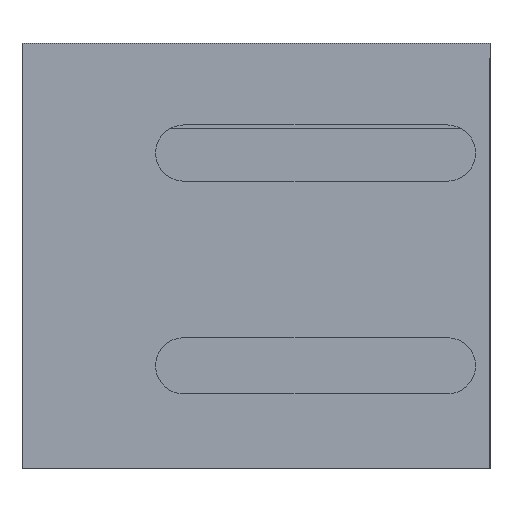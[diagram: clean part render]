
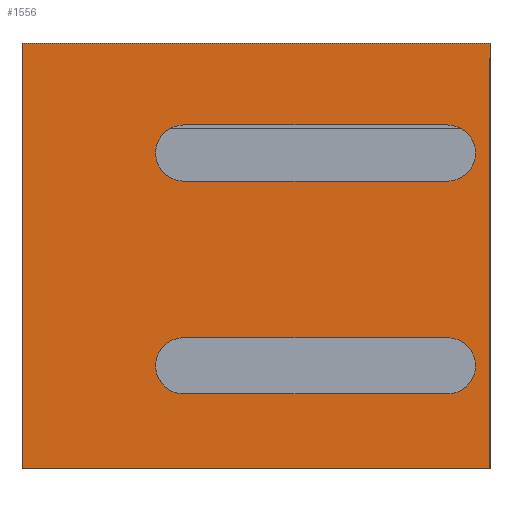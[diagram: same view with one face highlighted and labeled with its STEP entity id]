
A CAD part, front view. The second image highlights one B-rep face of the part: STEP entity #1556.
In plain terms, the highlighted planar face has unit normal (0, -1, 0).
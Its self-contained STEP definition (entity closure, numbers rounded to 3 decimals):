
#63=FACE_BOUND('',#350,.T.);
#64=FACE_BOUND('',#351,.T.);
#113=PLANE('',#1763);
#207=FACE_OUTER_BOUND('',#349,.T.);
#349=EDGE_LOOP('',(#1406,#1407,#1408,#1409));
#350=EDGE_LOOP('',(#1410,#1411,#1412,#1413));
#351=EDGE_LOOP('',(#1414,#1415,#1416,#1417));
#407=LINE('',#2449,#521);
#411=LINE('',#2458,#525);
#413=LINE('',#2465,#527);
#417=LINE('',#2474,#531);
#442=LINE('',#2626,#556);
#452=LINE('',#2651,#566);
#461=LINE('',#2672,#575);
#465=LINE('',#2681,#579);
#521=VECTOR('',#1969,10.);
#525=VECTOR('',#1979,10.);
#527=VECTOR('',#1987,10.);
#531=VECTOR('',#1997,10.);
#556=VECTOR('',#2184,10.);
#566=VECTOR('',#2210,10.);
#575=VECTOR('',#2231,10.);
#579=VECTOR('',#2245,10.);
#618=CIRCLE('',#1655,3.3);
#619=CIRCLE('',#1658,3.3);
#620=CIRCLE('',#1661,3.3);
#621=CIRCLE('',#1664,3.3);
#739=VERTEX_POINT('',#2447);
#740=VERTEX_POINT('',#2448);
#741=VERTEX_POINT('',#2453);
#742=VERTEX_POINT('',#2457);
#743=VERTEX_POINT('',#2463);
#744=VERTEX_POINT('',#2464);
#745=VERTEX_POINT('',#2469);
#746=VERTEX_POINT('',#2473);
#791=VERTEX_POINT('',#2623);
#792=VERTEX_POINT('',#2625);
#799=VERTEX_POINT('',#2649);
#805=VERTEX_POINT('',#2670);
#899=EDGE_CURVE('',#739,#740,#407,.T.);
#902=EDGE_CURVE('',#740,#741,#618,.T.);
#904=EDGE_CURVE('',#741,#742,#411,.T.);
#906=EDGE_CURVE('',#742,#739,#619,.T.);
#907=EDGE_CURVE('',#743,#744,#413,.T.);
#910=EDGE_CURVE('',#744,#745,#620,.T.);
#912=EDGE_CURVE('',#745,#746,#417,.T.);
#914=EDGE_CURVE('',#746,#743,#621,.T.);
#980=EDGE_CURVE('',#791,#792,#442,.T.);
#994=EDGE_CURVE('',#791,#799,#452,.T.);
#1005=EDGE_CURVE('',#799,#805,#461,.T.);
#1009=EDGE_CURVE('',#792,#805,#465,.T.);
#1406=ORIENTED_EDGE('',*,*,#1005,.T.);
#1407=ORIENTED_EDGE('',*,*,#1009,.F.);
#1408=ORIENTED_EDGE('',*,*,#980,.F.);
#1409=ORIENTED_EDGE('',*,*,#994,.T.);
#1410=ORIENTED_EDGE('',*,*,#904,.T.);
#1411=ORIENTED_EDGE('',*,*,#906,.T.);
#1412=ORIENTED_EDGE('',*,*,#899,.T.);
#1413=ORIENTED_EDGE('',*,*,#902,.T.);
#1414=ORIENTED_EDGE('',*,*,#912,.T.);
#1415=ORIENTED_EDGE('',*,*,#914,.T.);
#1416=ORIENTED_EDGE('',*,*,#907,.T.);
#1417=ORIENTED_EDGE('',*,*,#910,.T.);
#1556=ADVANCED_FACE('',(#207,#63,#64),#113,.F.);
#1655=AXIS2_PLACEMENT_3D('',#2454,#1974,#1975);
#1658=AXIS2_PLACEMENT_3D('',#2461,#1983,#1984);
#1661=AXIS2_PLACEMENT_3D('',#2470,#1992,#1993);
#1664=AXIS2_PLACEMENT_3D('',#2477,#2001,#2002);
#1763=AXIS2_PLACEMENT_3D('',#2682,#2246,#2247);
#1969=DIRECTION('',(1.,0.,0.));
#1974=DIRECTION('center_axis',(0.,1.,0.));
#1975=DIRECTION('ref_axis',(0.,0.,1.));
#1979=DIRECTION('',(-1.,0.,0.));
#1983=DIRECTION('center_axis',(0.,1.,0.));
#1984=DIRECTION('ref_axis',(0.,0.,-1.));
#1987=DIRECTION('',(1.,0.,0.));
#1992=DIRECTION('center_axis',(0.,1.,0.));
#1993=DIRECTION('ref_axis',(0.,0.,1.));
#1997=DIRECTION('',(-1.,0.,0.));
#2001=DIRECTION('center_axis',(0.,1.,0.));
#2002=DIRECTION('ref_axis',(0.,0.,-1.));
#2184=DIRECTION('',(0.,0.,1.));
#2210=DIRECTION('',(1.,0.,0.));
#2231=DIRECTION('',(0.,0.,1.));
#2245=DIRECTION('',(1.,0.,0.));
#2246=DIRECTION('center_axis',(0.,1.,0.));
#2247=DIRECTION('ref_axis',(0.,0.,1.));
#2447=CARTESIAN_POINT('',(-4.497,0.,4.482));
#2448=CARTESIAN_POINT('',(26.503,0.,4.482));
#2449=CARTESIAN_POINT('',(20.253,0.,4.482));
#2453=CARTESIAN_POINT('',(26.503,0.,-2.118));
#2454=CARTESIAN_POINT('Origin',(26.503,0.,1.182));
#2457=CARTESIAN_POINT('',(-4.497,0.,-2.118));
#2458=CARTESIAN_POINT('',(4.753,0.,-2.118));
#2461=CARTESIAN_POINT('Origin',(-4.497,0.,1.182));
#2463=CARTESIAN_POINT('',(-4.497,0.,29.482));
#2464=CARTESIAN_POINT('',(26.503,0.,29.482));
#2465=CARTESIAN_POINT('',(20.253,0.,29.482));
#2469=CARTESIAN_POINT('',(26.503,0.,22.882));
#2470=CARTESIAN_POINT('Origin',(26.503,0.,26.182));
#2473=CARTESIAN_POINT('',(-4.497,0.,22.882));
#2474=CARTESIAN_POINT('',(4.753,0.,22.882));
#2477=CARTESIAN_POINT('Origin',(-4.497,0.,26.182));
#2623=CARTESIAN_POINT('',(-23.497,0.,-10.918));
#2625=CARTESIAN_POINT('',(-23.497,0.,39.082));
#2626=CARTESIAN_POINT('',(-23.497,0.,-35.918));
#2649=CARTESIAN_POINT('',(31.503,0.,-10.918));
#2651=CARTESIAN_POINT('',(32.753,0.,-10.918));
#2670=CARTESIAN_POINT('',(31.503,0.,39.082));
#2672=CARTESIAN_POINT('',(31.503,0.,-4.668));
#2681=CARTESIAN_POINT('',(-23.497,0.,39.082));
#2682=CARTESIAN_POINT('Origin',(14.003,0.,1.582));
